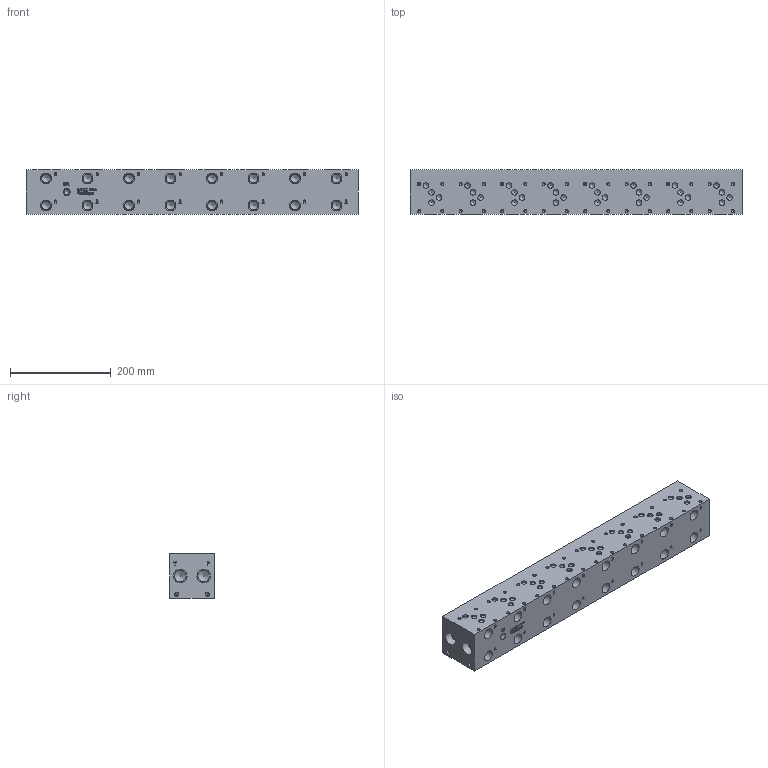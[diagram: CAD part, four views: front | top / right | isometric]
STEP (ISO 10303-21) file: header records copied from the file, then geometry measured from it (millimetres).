
FILE_DESCRIPTION(/* description */ (''),/* implementation_level */ '2;1');
FILE_NAME(/* name */ '_D05P083P.stp',/* time_stamp */ '2022-10-24T11:47:44-04:00',/* author */ ('mikeh'),/* organization */ (''),/* preprocessor_version */ 'ST-DEVELOPER v18',/* originating_system */ 'Autodesk Inventor 2020',/* authorisation */ '');
FILE_SCHEMA (('AUTOMOTIVE_DESIGN { 1 0 10303 214 3 1 1 }'));
Length unit declared in the file: millimetre
Products named in the file (1): Part_AD05P083P_3D
Bounding box: 660.4 x 88.9 x 88.9 mm (x, y, z)
Volume: 5039331.9 mm3; surface area: 294939.9 mm2
Topology: 1 solids, 1 shells, 1022 faces, 2804 edges, 1918 vertices
Faces by surface type: plane 538, bspline 249, cylinder 146, cone 89
Full cylindrical faces by diameter (mm): 5.105 x32, 6.35 x32, 6.528 x4, 7.925 x4, 10.719 x1, 11.125 x32, 13.868 x1, 17.475 x16, 21.59 x16, 23.012 x4, 26.924 x4
Entity records: 34223 total; most frequent: CARTESIAN_POINT 8893, ORIENTED_EDGE 5430, DIRECTION 4292, EDGE_CURVE 2715, VERTEX_POINT 1918, LINE 1690, VECTOR 1690, AXIS2_PLACEMENT_3D 1301
